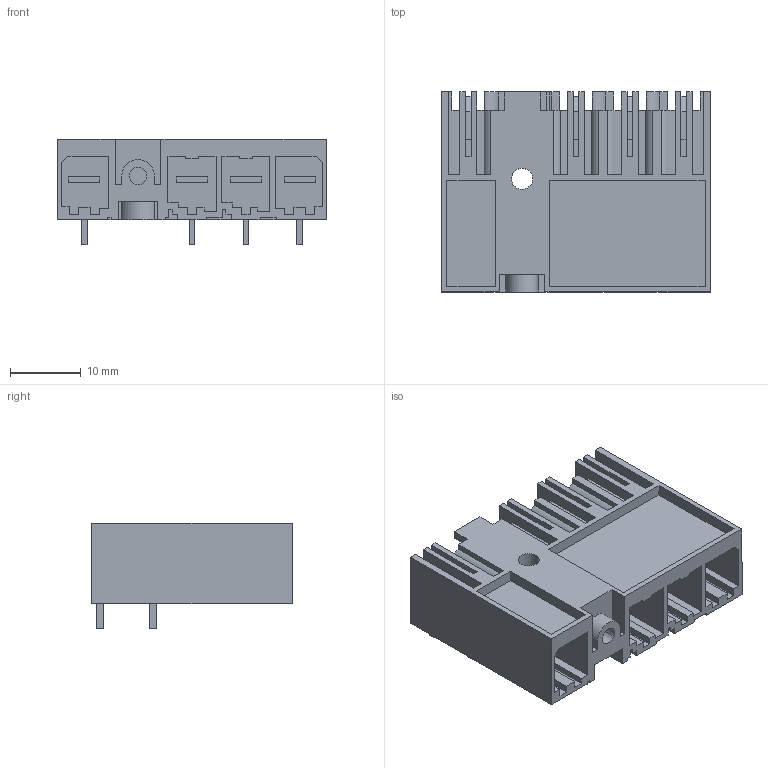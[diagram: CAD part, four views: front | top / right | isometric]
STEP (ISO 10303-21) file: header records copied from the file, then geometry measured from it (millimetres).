
FILE_DESCRIPTION(('CATIA V5R22 STEP214','CAx-IF Rec.Pracs.--- Model Styling and Organization---1.4--- 2014-01-23'),'2;1');
FILE_NAME ('D1449458_2_1156530000_1156530000.stp','2023-05-15T07:10:55+00:00',('none'),('Weidmueller'),'CATIA Version 5-6 Release 2016 SP3 HF44','CATIA V5 STEP AP214','none');
FILE_SCHEMA(('AUTOMOTIVE_DESIGN { 1 0 10303 214 1 1 1 1 }'));
Length unit declared in the file: millimetre
Products named in the file (1): 1156530000
Bounding box: 38.1 x 28.3 x 14.9 mm (x, y, z)
Volume: 6874.9 mm3; surface area: 9108.2 mm2
Topology: 5 solids, 5 shells, 364 faces, 1069 edges, 720 vertices
Faces by surface type: plane 341, cylinder 23
Entity records: 11772 total; most frequent: ORIENTED_EDGE 2138, CARTESIAN_POINT 2066, DIRECTION 1621, EDGE_CURVE 1069, VECTOR 1017, LINE 1017, VERTEX_POINT 720, EDGE_LOOP 379
